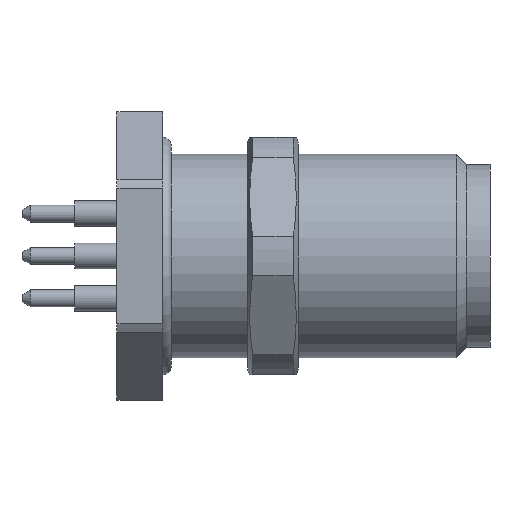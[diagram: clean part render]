
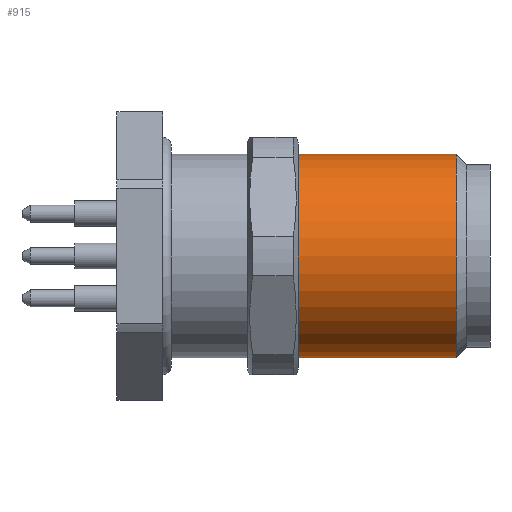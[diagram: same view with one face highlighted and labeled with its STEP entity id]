
A CAD part, left-side view. The second image highlights one B-rep face of the part: STEP entity #915.
In plain terms, the highlighted cylindrical face has radius 6 mm (diameter 12 mm), a full revolution.
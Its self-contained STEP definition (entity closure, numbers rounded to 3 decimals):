
#915=ADVANCED_FACE('',(#1171,#1172),#1114,.T.);
#1114=CYLINDRICAL_SURFACE('',#3318,6.);
#1171=FACE_BOUND('',#1275,.T.);
#1172=FACE_BOUND('',#1276,.T.);
#1275=EDGE_LOOP('',(#1532));
#1276=EDGE_LOOP('',(#1533));
#1532=ORIENTED_EDGE('',*,*,#2725,.T.);
#1533=ORIENTED_EDGE('',*,*,#2726,.T.);
#2420=VERTEX_POINT('',#4493);
#2421=VERTEX_POINT('',#4495);
#2725=EDGE_CURVE('',#2420,#2420,#3169,.T.);
#2726=EDGE_CURVE('',#2421,#2421,#3170,.T.);
#3169=CIRCLE('',#3316,6.);
#3170=CIRCLE('',#3317,6.);
#3316=AXIS2_PLACEMENT_3D('',#4492,#3627,#3628);
#3317=AXIS2_PLACEMENT_3D('',#4494,#3629,#3630);
#3318=AXIS2_PLACEMENT_3D('',#4496,#3631,#3632);
#3627=DIRECTION('',(0.,1.,0.));
#3628=DIRECTION('',(-1.,0.,0.));
#3629=DIRECTION('',(0.,-1.,0.));
#3630=DIRECTION('',(0.,0.,-1.));
#3631=DIRECTION('',(0.,1.,0.));
#3632=DIRECTION('',(-1.,0.,0.));
#4492=CARTESIAN_POINT('',(19.25,-17.75,0.));
#4493=CARTESIAN_POINT('',(13.25,-17.75,0.));
#4494=CARTESIAN_POINT('',(19.25,-8.45,0.));
#4495=CARTESIAN_POINT('',(19.25,-8.45,-6.));
#4496=CARTESIAN_POINT('',(19.25,2.25,0.));
